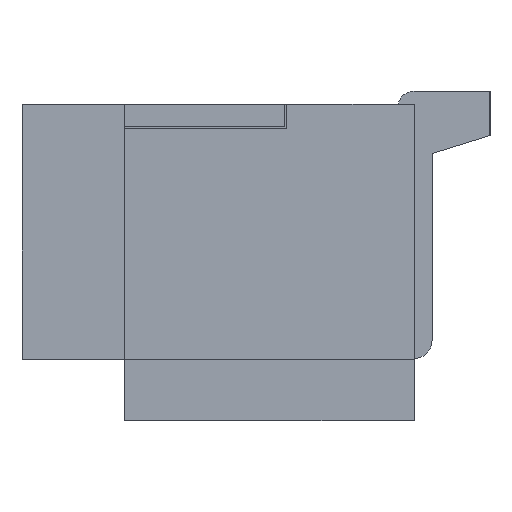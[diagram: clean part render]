
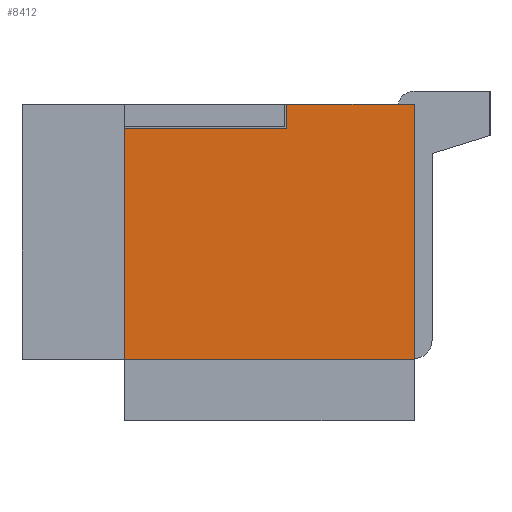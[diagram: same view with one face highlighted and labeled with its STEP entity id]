
A CAD part, left-side view. The second image highlights one B-rep face of the part: STEP entity #8412.
In plain terms, the highlighted planar face has unit normal (-1, 0, 0).
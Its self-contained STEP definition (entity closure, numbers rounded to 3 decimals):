
#2334=DIRECTION('',(0.,1.,0.));
#2335=VECTOR('',#2334,3.25);
#2336=CARTESIAN_POINT('',(-13.75,0.1,0.));
#2337=LINE('',#2336,#2335);
#2359=DIRECTION('',(0.,0.,-1.));
#2360=VECTOR('',#2359,2.59);
#2361=CARTESIAN_POINT('',(-13.75,3.35,2.59));
#2362=LINE('',#2361,#2360);
#2547=DIRECTION('',(0.,1.,0.));
#2548=VECTOR('',#2547,1.82);
#2549=CARTESIAN_POINT('',(-13.75,1.53,2.59));
#2550=LINE('',#2549,#2548);
#2551=DIRECTION('',(0.,0.,-1.));
#2552=VECTOR('',#2551,0.27);
#2553=CARTESIAN_POINT('',(-13.75,1.53,2.86));
#2554=LINE('',#2553,#2552);
#2555=DIRECTION('',(0.,1.,0.));
#2556=VECTOR('',#2555,1.43);
#2557=CARTESIAN_POINT('',(-13.75,0.1,2.86));
#2558=LINE('',#2557,#2556);
#2559=DIRECTION('',(0.,0.,-1.));
#2560=VECTOR('',#2559,2.86);
#2561=CARTESIAN_POINT('',(-13.75,0.1,2.86));
#2562=LINE('',#2561,#2560);
#4371=CARTESIAN_POINT('',(-13.75,0.1,0.));
#4373=VERTEX_POINT('',#4371);
#4375=CARTESIAN_POINT('',(-13.75,0.1,2.86));
#4376=VERTEX_POINT('',#4375);
#4399=CARTESIAN_POINT('',(-13.75,1.53,2.59));
#4400=CARTESIAN_POINT('',(-13.75,3.35,2.59));
#4401=VERTEX_POINT('',#4399);
#4402=VERTEX_POINT('',#4400);
#4411=CARTESIAN_POINT('',(-13.75,1.53,2.86));
#4413=VERTEX_POINT('',#4411);
#4455=CARTESIAN_POINT('',(-13.75,3.35,0.));
#4456=VERTEX_POINT('',#4455);
#8399=CARTESIAN_POINT('',(-13.75,0.,2.86));
#8400=DIRECTION('',(1.,0.,0.));
#8401=DIRECTION('',(0.,0.,-1.));
#8402=AXIS2_PLACEMENT_3D('',#8399,#8400,#8401);
#8403=PLANE('',#8402);
#8404=ORIENTED_EDGE('',*,*,#8189,.F.);
#8405=ORIENTED_EDGE('',*,*,#8392,.F.);
#8406=ORIENTED_EDGE('',*,*,#6346,.F.);
#8407=ORIENTED_EDGE('',*,*,#6437,.T.);
#8408=ORIENTED_EDGE('',*,*,#8095,.T.);
#8409=ORIENTED_EDGE('',*,*,#8128,.F.);
#8410=EDGE_LOOP('',(#8404,#8405,#8406,#8407,#8408,#8409));
#8411=FACE_OUTER_BOUND('',#8410,.F.);
#6346=EDGE_CURVE('',#4376,#4413,#2558,.T.);
#6437=EDGE_CURVE('',#4376,#4373,#2562,.T.);
#8095=EDGE_CURVE('',#4373,#4456,#2337,.T.);
#8128=EDGE_CURVE('',#4402,#4456,#2362,.T.);
#8189=EDGE_CURVE('',#4401,#4402,#2550,.T.);
#8392=EDGE_CURVE('',#4413,#4401,#2554,.T.);
#8412=ADVANCED_FACE('',(#8411),#8403,.F.);
